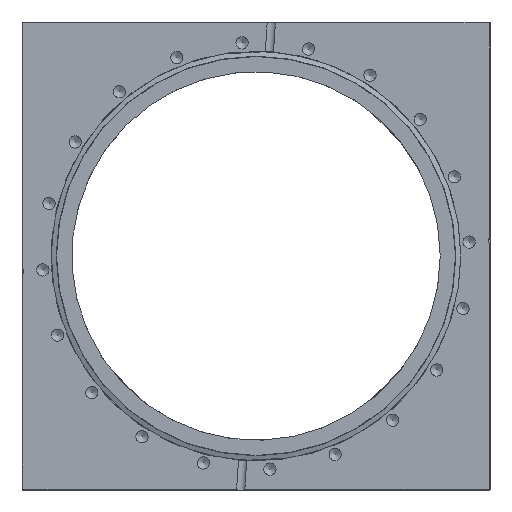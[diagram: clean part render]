
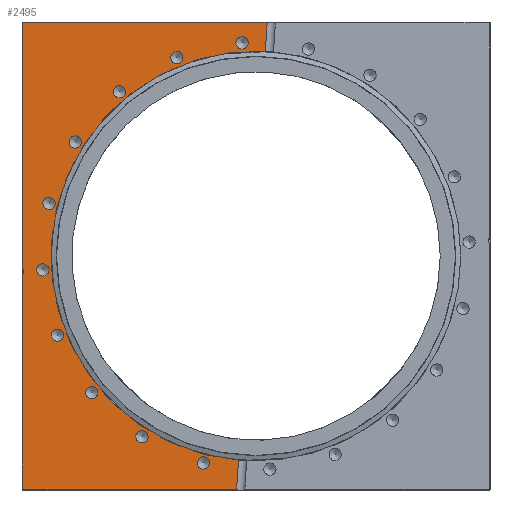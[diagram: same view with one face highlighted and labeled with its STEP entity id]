
A CAD part, left-side view. The second image highlights one B-rep face of the part: STEP entity #2495.
In plain terms, the highlighted planar face has unit normal (-1, 0, 0).
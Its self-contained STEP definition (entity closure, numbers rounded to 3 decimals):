
#1845=CARTESIAN_POINT('',(-127.,-6.05,126.5));
#1846=VERTEX_POINT('',#1845);
#1860=CARTESIAN_POINT('',(-127.,-5.04,111.086));
#1861=VERTEX_POINT('',#1860);
#1862=CARTESIAN_POINT('',(-127.,-5.04,111.086));
#1863=DIRECTION('',(0.0,-0.065,0.998));
#1864=VECTOR('',#1863,15.447);
#1865=LINE('',#1862,#1864);
#1866=EDGE_CURVE('',#1861,#1846,#1865,.T.);
#2159=CARTESIAN_POINT('',(-127.0,9.503,-110.793));
#2160=VERTEX_POINT('',#2159);
#2186=CARTESIAN_POINT('',(-127.0,10.532,-126.5));
#2187=VERTEX_POINT('',#2186);
#2188=CARTESIAN_POINT('',(-127.0,10.532,-126.5));
#2189=DIRECTION('',(0.0,-0.065,0.998));
#2190=VECTOR('',#2189,15.74);
#2191=LINE('',#2188,#2190);
#2192=EDGE_CURVE('',#2187,#2160,#2191,.T.);
#2218=CARTESIAN_POINT('',(-127.,126.5,126.5));
#2219=VERTEX_POINT('',#2218);
#2259=CARTESIAN_POINT('',(-127.,126.5,126.5));
#2260=DIRECTION('',(0.0,-1.0,0.0));
#2261=VECTOR('',#2260,132.55);
#2262=LINE('',#2259,#2261);
#2263=EDGE_CURVE('',#2219,#1846,#2262,.T.);
#2275=CARTESIAN_POINT('',(-127.,126.5,-6.662));
#2276=VERTEX_POINT('',#2275);
#2290=CARTESIAN_POINT('',(-127.,126.5,-6.662));
#2291=DIRECTION('',(0.0,0.0,1.0));
#2292=VECTOR('',#2291,133.162);
#2293=LINE('',#2290,#2292);
#2294=EDGE_CURVE('',#2276,#2219,#2293,.T.);
#2344=CARTESIAN_POINT('',(-127.,-127.,0.0));
#2345=DIRECTION('',(-1.0,0.0,0.0));
#2346=DIRECTION('',(0.0,0.0,1.0));
#2347=AXIS2_PLACEMENT_3D('',#2344,#2345,#2346);
#2348=PLANE('',#2347);
#2349=ORIENTED_EDGE('',*,*,#2263,.F.);
#2350=ORIENTED_EDGE('',*,*,#2294,.F.);
#2351=CARTESIAN_POINT('',(-127.,126.5,-9.986));
#2352=VERTEX_POINT('',#2351);
#2353=CARTESIAN_POINT('',(-127.,129.0,-8.324));
#2354=DIRECTION('',(1.0,0.0,0.0));
#2355=DIRECTION('',(0.0,0.0,-1.0));
#2356=AXIS2_PLACEMENT_3D('',#2353,#2354,#2355);
#2357=ELLIPSE('',#2356,3.006,3.);
#2358=EDGE_CURVE('',#2276,#2352,#2357,.T.);
#2359=ORIENTED_EDGE('',*,*,#2358,.T.);
#2360=CARTESIAN_POINT('',(-127.,126.5,-126.5));
#2361=VERTEX_POINT('',#2360);
#2362=CARTESIAN_POINT('',(-127.,126.5,-126.5));
#2363=DIRECTION('',(0.0,0.0,1.0));
#2364=VECTOR('',#2363,116.514);
#2365=LINE('',#2362,#2364);
#2366=EDGE_CURVE('',#2361,#2352,#2365,.T.);
#2367=ORIENTED_EDGE('',*,*,#2366,.F.);
#2368=CARTESIAN_POINT('',(-127.0,10.532,-126.5));
#2369=DIRECTION('',(0.0,1.0,0.0));
#2370=VECTOR('',#2369,115.968);
#2371=LINE('',#2368,#2370);
#2372=EDGE_CURVE('',#2187,#2361,#2371,.T.);
#2373=ORIENTED_EDGE('',*,*,#2372,.F.);
#2374=ORIENTED_EDGE('',*,*,#2192,.T.);
#2375=CARTESIAN_POINT('',(-127.,0.0,0.));
#2376=DIRECTION('',(1.0,0.0,0.0));
#2377=DIRECTION('',(0.0,-1.0,0.0));
#2378=AXIS2_PLACEMENT_3D('',#2375,#2376,#2377);
#2379=CIRCLE('',#2378,111.2);
#2380=EDGE_CURVE('',#2160,#1861,#2379,.T.);
#2381=ORIENTED_EDGE('',*,*,#2380,.T.);
#2382=ORIENTED_EDGE('',*,*,#1866,.T.);
#2383=EDGE_LOOP('',(#2349,#2350,#2359,#2367,#2373,#2374,#2381,#2382));
#2384=FACE_OUTER_BOUND('',#2383,.T.);
#2385=CARTESIAN_POINT('',(-127.0,27.502,-109.173));
#2386=VERTEX_POINT('',#2385);
#2387=CARTESIAN_POINT('',(-127.0,28.529,-112.334));
#2388=DIRECTION('',(1.0,0.,0.));
#2389=DIRECTION('',(0.,-0.309,0.951));
#2390=AXIS2_PLACEMENT_3D('',#2387,#2388,#2389);
#2391=CIRCLE('',#2390,3.324);
#2392=EDGE_CURVE('',#2386,#2386,#2391,.T.);
#2393=ORIENTED_EDGE('',*,*,#2392,.T.);
#2394=EDGE_LOOP('',(#2393));
#2395=FACE_BOUND('',#2394,.T.);
#2396=CARTESIAN_POINT('',(-127.,59.892,-95.331));
#2397=VERTEX_POINT('',#2396);
#2398=CARTESIAN_POINT('',(-127.0,61.846,-98.02));
#2399=DIRECTION('',(1.,0.,0.));
#2400=DIRECTION('',(0.,-0.588,0.809));
#2401=AXIS2_PLACEMENT_3D('',#2398,#2399,#2400);
#2402=CIRCLE('',#2401,3.324);
#2403=EDGE_CURVE('',#2397,#2397,#2402,.T.);
#2404=ORIENTED_EDGE('',*,*,#2403,.T.);
#2405=EDGE_LOOP('',(#2404));
#2406=FACE_BOUND('',#2405,.T.);
#2407=CARTESIAN_POINT('',(-127.,86.42,-72.157));
#2408=VERTEX_POINT('',#2407);
#2409=CARTESIAN_POINT('',(-127.0,89.109,-74.111));
#2410=DIRECTION('',(1.0,0.,0.));
#2411=DIRECTION('',(0.,-0.809,0.588));
#2412=AXIS2_PLACEMENT_3D('',#2409,#2410,#2411);
#2413=CIRCLE('',#2412,3.324);
#2414=EDGE_CURVE('',#2408,#2408,#2413,.T.);
#2415=ORIENTED_EDGE('',*,*,#2414,.T.);
#2416=EDGE_LOOP('',(#2415));
#2417=FACE_BOUND('',#2416,.T.);
#2418=CARTESIAN_POINT('',(-127.,104.488,-41.921));
#2419=VERTEX_POINT('',#2418);
#2420=CARTESIAN_POINT('',(-127.,107.649,-42.948));
#2421=DIRECTION('',(1.,0.,0.));
#2422=DIRECTION('',(0.,-0.951,0.309));
#2423=AXIS2_PLACEMENT_3D('',#2420,#2421,#2422);
#2424=CIRCLE('',#2423,3.324);
#2425=EDGE_CURVE('',#2419,#2419,#2424,.T.);
#2426=ORIENTED_EDGE('',*,*,#2425,.T.);
#2427=EDGE_LOOP('',(#2426));
#2428=FACE_BOUND('',#2427,.T.);
#2429=CARTESIAN_POINT('',(-127.,112.328,-7.58));
#2430=VERTEX_POINT('',#2429);
#2431=CARTESIAN_POINT('',(-127.,115.652,-7.58));
#2432=DIRECTION('',(1.0,0.0,0.0));
#2433=DIRECTION('',(0.0,-1.0,0.0));
#2434=AXIS2_PLACEMENT_3D('',#2431,#2432,#2433);
#2435=CIRCLE('',#2434,3.324);
#2436=EDGE_CURVE('',#2430,#2430,#2435,.T.);
#2437=ORIENTED_EDGE('',*,*,#2436,.T.);
#2438=EDGE_LOOP('',(#2437));
#2439=FACE_BOUND('',#2438,.T.);
#2440=CARTESIAN_POINT('',(-127.,109.173,27.502));
#2441=VERTEX_POINT('',#2440);
#2442=CARTESIAN_POINT('',(-127.,112.334,28.529));
#2443=DIRECTION('',(1.0,0.,0.));
#2444=DIRECTION('',(0.,-0.951,-0.309));
#2445=AXIS2_PLACEMENT_3D('',#2442,#2443,#2444);
#2446=CIRCLE('',#2445,3.324);
#2447=EDGE_CURVE('',#2441,#2441,#2446,.T.);
#2448=ORIENTED_EDGE('',*,*,#2447,.T.);
#2449=EDGE_LOOP('',(#2448));
#2450=FACE_BOUND('',#2449,.T.);
#2451=CARTESIAN_POINT('',(-127.,95.331,59.892));
#2452=VERTEX_POINT('',#2451);
#2453=CARTESIAN_POINT('',(-127.,98.02,61.846));
#2454=DIRECTION('',(1.0,0.,0.));
#2455=DIRECTION('',(0.,-0.809,-0.588));
#2456=AXIS2_PLACEMENT_3D('',#2453,#2454,#2455);
#2457=CIRCLE('',#2456,3.324);
#2458=EDGE_CURVE('',#2452,#2452,#2457,.T.);
#2459=ORIENTED_EDGE('',*,*,#2458,.T.);
#2460=EDGE_LOOP('',(#2459));
#2461=FACE_BOUND('',#2460,.T.);
#2462=CARTESIAN_POINT('',(-127.,72.157,86.42));
#2463=VERTEX_POINT('',#2462);
#2464=CARTESIAN_POINT('',(-127.,74.111,89.109));
#2465=DIRECTION('',(1.,0.,0.));
#2466=DIRECTION('',(0.,-0.588,-0.809));
#2467=AXIS2_PLACEMENT_3D('',#2464,#2465,#2466);
#2468=CIRCLE('',#2467,3.324);
#2469=EDGE_CURVE('',#2463,#2463,#2468,.T.);
#2470=ORIENTED_EDGE('',*,*,#2469,.T.);
#2471=EDGE_LOOP('',(#2470));
#2472=FACE_BOUND('',#2471,.T.);
#2473=CARTESIAN_POINT('',(-127.,41.921,104.488));
#2474=VERTEX_POINT('',#2473);
#2475=CARTESIAN_POINT('',(-127.,42.948,107.649));
#2476=DIRECTION('',(1.,0.,0.));
#2477=DIRECTION('',(0.,-0.309,-0.951));
#2478=AXIS2_PLACEMENT_3D('',#2475,#2476,#2477);
#2479=CIRCLE('',#2478,3.324);
#2480=EDGE_CURVE('',#2474,#2474,#2479,.T.);
#2481=ORIENTED_EDGE('',*,*,#2480,.T.);
#2482=EDGE_LOOP('',(#2481));
#2483=FACE_BOUND('',#2482,.T.);
#2484=CARTESIAN_POINT('',(-127.,7.58,112.328));
#2485=VERTEX_POINT('',#2484);
#2486=CARTESIAN_POINT('',(-127.,7.58,115.652));
#2487=DIRECTION('',(1.0,0.0,0.0));
#2488=DIRECTION('',(0.0,0.0,-1.0));
#2489=AXIS2_PLACEMENT_3D('',#2486,#2487,#2488);
#2490=CIRCLE('',#2489,3.324);
#2491=EDGE_CURVE('',#2485,#2485,#2490,.T.);
#2492=ORIENTED_EDGE('',*,*,#2491,.T.);
#2493=EDGE_LOOP('',(#2492));
#2494=FACE_BOUND('',#2493,.T.);
#2495=ADVANCED_FACE('',(#2384,#2395,#2406,#2417,#2428,#2439,#2450,#2461,#2472,#2483,#2494),#2348,.T.);
